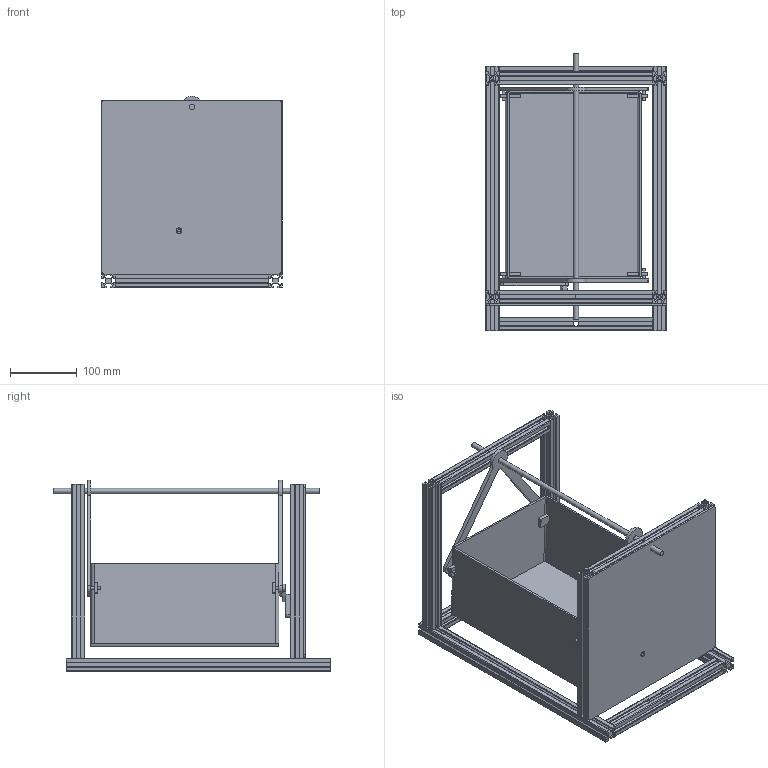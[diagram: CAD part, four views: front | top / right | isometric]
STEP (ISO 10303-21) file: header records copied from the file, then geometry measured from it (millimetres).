
FILE_DESCRIPTION(/* description */ (''),/* implementation_level */ '2;1');
FILE_NAME(/* name */ 'Baby Cradle.step',/* time_stamp */ '2026-02-03T23:35:45+08:00',/* author */ (''),/* organization */ (''),/* preprocessor_version */ 'ST-DEVELOPER v20.1',/* originating_system */ 'Autodesk Translation Framework v14.17.0.0',/* authorisation */ '');
FILE_SCHEMA (('AUTOMOTIVE_DESIGN { 1 0 10303 214 3 1 1 }'));
Length unit declared in the file: millimetre
Products named in the file (19): Assamble; 框架-底面-长边; 框架-高; 框架-底面-宽边; steel; Trangle - Fusion testing; Trangle - Fusion testing_1; baby bed; Slot; Slot_1; Slot_2; Slot_3; side; connector; Long-Connector; connector_1; connector_2; bar v1; Motor-connector
Assembly tree (25 placements, depth 3):
  Assamble
    框架-底面-长边  x2
    框架-底面-宽边  x4
    框架-高  x4
    steel
    Trangle - Fusion testing
    Trangle - Fusion testing_1
    baby bed
      Slot
      Slot_1
      Slot_2
      Slot_3
    side
    connector
    Long-Connector
    connector_1
    connector_2
    bar v1
    Motor-connector
Bounding box: 270.1 x 413.9 x 286 mm (x, y, z)
Volume: 1316293.3 mm3; surface area: 986880.6 mm2
Topology: 25 solids, 25 shells, 962 faces, 2771 edges, 1834 vertices
Faces by surface type: plane 583, cylinder 379
Full cylindrical faces by diameter (mm): 3.8 x1, 4 x13, 5 x4, 6.5 x2, 8 x4, 8.5 x1
Entity records: 12837 total; most frequent: CARTESIAN_POINT 2315, DIRECTION 2140, ORIENTED_EDGE 2068, EDGE_CURVE 1034, LINE 742, VECTOR 742, AXIS2_PLACEMENT_3D 699, VERTEX_POINT 682
